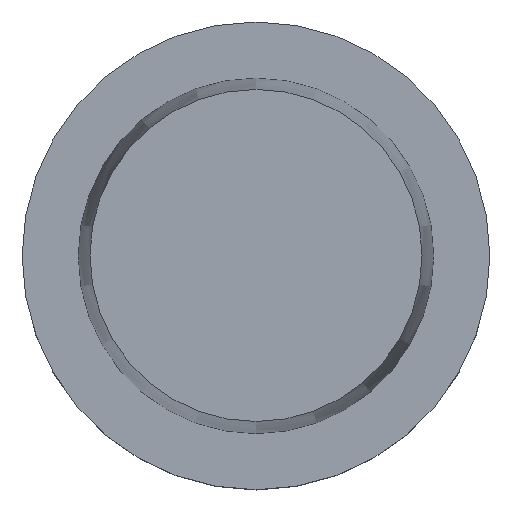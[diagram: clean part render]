
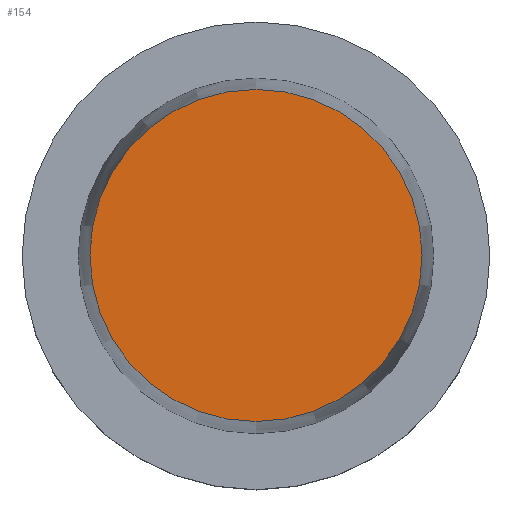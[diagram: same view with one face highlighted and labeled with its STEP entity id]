
A CAD part, top view. The second image highlights one B-rep face of the part: STEP entity #154.
In plain terms, the highlighted planar face has unit normal (0, 0, 1).
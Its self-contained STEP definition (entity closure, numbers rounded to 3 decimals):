
#113=EDGE_CURVE('Unnamed[1]',#272,#272,#273,.T.);
#154=ADVANCED_FACE('Unnamed[1]',(#334),#335,.T.);
#272=VERTEX_POINT('',#483);
#273=CIRCLE('',#484,35.5);
#334=FACE_OUTER_BOUND('',#560,.T.);
#335=PLANE('',#561);
#483=CARTESIAN_POINT('',(0.,35.5,50.0));
#484=AXIS2_PLACEMENT_3D('',#710,#711,#712);
#560=EDGE_LOOP('',(#777));
#561=AXIS2_PLACEMENT_3D('',#778,#779,#780);
#710=CARTESIAN_POINT('',(0.,0.,50.0));
#711=DIRECTION('',(0.,0.,-1.0));
#712=DIRECTION('',(0.,1.0,0.));
#777=ORIENTED_EDGE('',*,*,#113,.F.);
#778=CARTESIAN_POINT('',(0.,17.75,50.0));
#779=DIRECTION('',(0.,0.,1.0));
#780=DIRECTION('',(0.,-1.0,0.));
